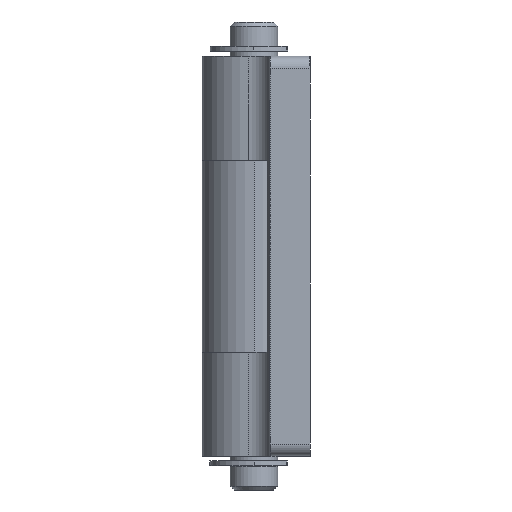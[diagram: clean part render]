
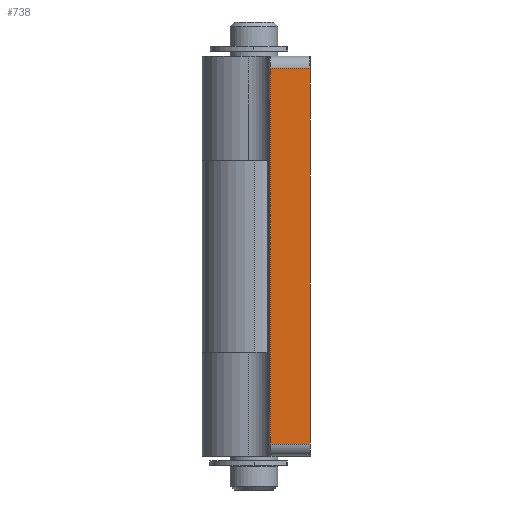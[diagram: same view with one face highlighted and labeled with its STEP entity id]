
A CAD part, left-side view. The second image highlights one B-rep face of the part: STEP entity #738.
In plain terms, the highlighted planar face has unit normal (-1, 0, 0).
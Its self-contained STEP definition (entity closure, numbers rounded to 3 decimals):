
#738 = ADVANCED_FACE ( 'NONE', ( #2739 ), #2738, .F. ) ;
#739 = EDGE_LOOP ( 'NONE', ( #740, #803, #805, #806 ) ) ;
#740 = ORIENTED_EDGE ( 'NONE', *, *, #741, .F. ) ;
#741 = EDGE_CURVE ( 'NONE', #801, #802, #2733, .T. ) ;
#755 = VERTEX_POINT ( 'NONE', #2775 ) ;
#801 = VERTEX_POINT ( 'NONE', #2824 ) ;
#802 = VERTEX_POINT ( 'NONE', #2823 ) ;
#803 = ORIENTED_EDGE ( 'NONE', *, *, #804, .T. ) ;
#804 = EDGE_CURVE ( 'NONE', #801, #755, #2822, .T. ) ;
#805 = ORIENTED_EDGE ( 'NONE', *, *, #816, .T. ) ;
#806 = ORIENTED_EDGE ( 'NONE', *, *, #807, .T. ) ;
#807 = EDGE_CURVE ( 'NONE', #817, #802, #2818, .T. ) ;
#816 = EDGE_CURVE ( 'NONE', #755, #817, #2856, .T. ) ;
#817 = VERTEX_POINT ( 'NONE', #2852 ) ;
#2730 = DIRECTION ( 'NONE',  ( 0., 0., -1. ) ) ;
#2731 = VECTOR ( 'NONE', #2730, 1000. ) ;
#2732 = CARTESIAN_POINT ( 'NONE',  ( -25., -7., 25. ) ) ;
#2733 = LINE ( 'NONE', #2732, #2731 ) ;
#2734 = DIRECTION ( 'NONE',  ( 0., 0., -1. ) ) ;
#2735 = DIRECTION ( 'NONE',  ( 1., 0., 0. ) ) ;
#2736 = CARTESIAN_POINT ( 'NONE',  ( -25., -7., 25. ) ) ;
#2737 = AXIS2_PLACEMENT_3D ( 'NONE', #2736, #2735, #2734 ) ;
#2738 = PLANE ( 'NONE',  #2737 ) ;
#2739 = FACE_OUTER_BOUND ( 'NONE', #739, .T. ) ;
#2775 = CARTESIAN_POINT ( 'NONE',  ( -25., -2., 23.5 ) ) ;
#2815 = DIRECTION ( 'NONE',  ( 0., -1., 0. ) ) ;
#2816 = VECTOR ( 'NONE', #2815, 1000. ) ;
#2817 = CARTESIAN_POINT ( 'NONE',  ( -25., -7., -23.5 ) ) ;
#2818 = LINE ( 'NONE', #2817, #2816 ) ;
#2819 = DIRECTION ( 'NONE',  ( 0., 1., 0. ) ) ;
#2820 = VECTOR ( 'NONE', #2819, 1000. ) ;
#2821 = CARTESIAN_POINT ( 'NONE',  ( -25., -2., 23.5 ) ) ;
#2822 = LINE ( 'NONE', #2821, #2820 ) ;
#2823 = CARTESIAN_POINT ( 'NONE',  ( -25., -7., -23.5 ) ) ;
#2824 = CARTESIAN_POINT ( 'NONE',  ( -25., -7., 23.5 ) ) ;
#2852 = CARTESIAN_POINT ( 'NONE',  ( -25., -2., -23.5 ) ) ;
#2853 = DIRECTION ( 'NONE',  ( 0., 0., -1. ) ) ;
#2854 = VECTOR ( 'NONE', #2853, 1000. ) ;
#2855 = CARTESIAN_POINT ( 'NONE',  ( -25., -2., 25. ) ) ;
#2856 = LINE ( 'NONE', #2855, #2854 ) ;
